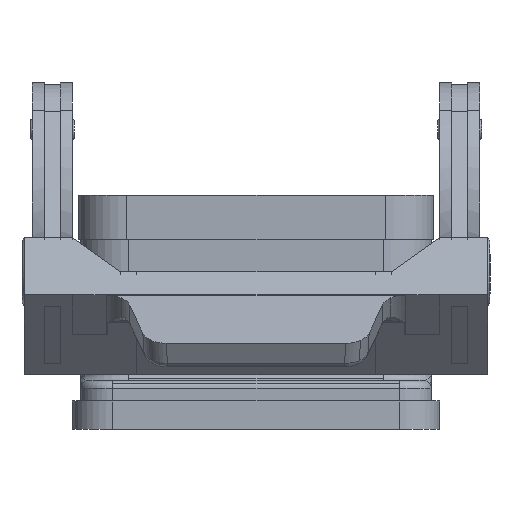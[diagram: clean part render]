
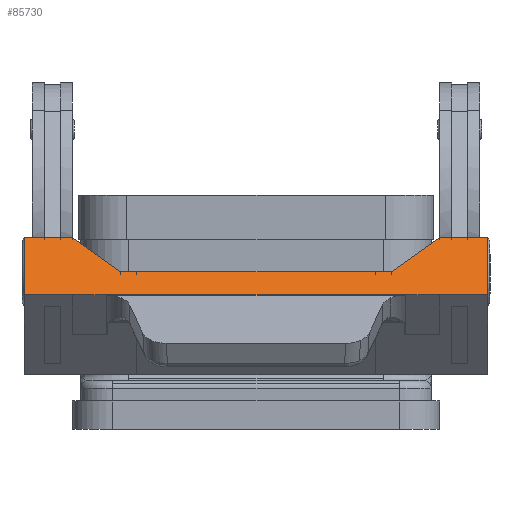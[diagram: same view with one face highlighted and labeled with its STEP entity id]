
A CAD part, left-side view. The second image highlights one B-rep face of the part: STEP entity #85730.
In plain terms, the highlighted planar face has unit normal (-0.707, 0, 0.707).
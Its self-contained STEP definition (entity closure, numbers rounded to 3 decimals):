
#59370=CARTESIAN_POINT('',(-79.675,-18.457,
16.673));
#59380=VERTEX_POINT('',#59370);
#59410=CARTESIAN_POINT('',(-81.796,-18.552,
14.553));
#59420=DIRECTION('',(-0.707,0.,0.707))
;
#59430=DIRECTION('',(0.561,0.609,0.561
));
#59440=AXIS2_PLACEMENT_3D('',#59410,#59420,#59430);
#59450=CIRCLE('',#59440,3.);
#59460=CARTESIAN_POINT('',(-79.674,-18.552,
16.674));
#59470=VERTEX_POINT('',#59460);
#59480=EDGE_CURVE('',#59470,#59380,#59450,.T.);
#77820=CARTESIAN_POINT('',(-79.674,18.552,
16.674));
#77830=VERTEX_POINT('',#77820);
#77860=CARTESIAN_POINT('',(-81.796,18.552,
14.553));
#77870=DIRECTION('',(-0.707,0.,0.707)
);
#77880=DIRECTION('',(0.561,-0.609,
0.561));
#77890=AXIS2_PLACEMENT_3D('',#77860,#77870,#77880);
#77900=CIRCLE('',#77890,3.);
#77910=CARTESIAN_POINT('',(-79.675,18.457,
16.673));
#77920=VERTEX_POINT('',#77910);
#77930=EDGE_CURVE('',#77920,#77830,#77900,.T.);
#79590=CARTESIAN_POINT('',(-79.675,28.75,16.673));
#79600=VERTEX_POINT('',#79590);
#79630=CARTESIAN_POINT('',(-79.675,22.75,16.673));
#79640=DIRECTION('',(0.,1.,0.));
#79650=VECTOR('',#79640,6.);
#79660=LINE('',#79630,#79650);
#79670=CARTESIAN_POINT('',(-79.675,22.75,16.673));
#79680=VERTEX_POINT('',#79670);
#79690=EDGE_CURVE('',#79680,#79600,#79660,.T.);
#80700=CARTESIAN_POINT('',(-79.674,-18.552,
16.674));
#80710=DIRECTION('',(0.,-1.,0.));
#80720=VECTOR('',#80710,4.198);
#80730=LINE('',#80700,#80720);
#80740=CARTESIAN_POINT('',(-79.674,-22.75,16.674));
#80750=VERTEX_POINT('',#80740);
#80760=EDGE_CURVE('',#59470,#80750,#80730,.T.);
#83270=CARTESIAN_POINT('',(-79.675,22.75,16.673));
#83280=DIRECTION('',(0.707,0.,0.707));
#83290=VECTOR('',#83280,0.002);
#83300=LINE('',#83270,#83290);
#83310=CARTESIAN_POINT('',(-79.674,22.75,16.674));
#83320=VERTEX_POINT('',#83310);
#83330=EDGE_CURVE('',#79680,#83320,#83300,.T.);
#83600=CARTESIAN_POINT('',(-79.674,22.75,16.674));
#83610=DIRECTION('',(0.,-1.,0.));
#83620=VECTOR('',#83610,4.198);
#83630=LINE('',#83600,#83620);
#83640=EDGE_CURVE('',#83320,#77830,#83630,.T.);
#83860=CARTESIAN_POINT('',(-79.675,-22.75,16.673));
#83870=VERTEX_POINT('',#83860);
#83920=CARTESIAN_POINT('',(-79.674,-22.75,16.674));
#83930=DIRECTION('',(-0.707,0.,-0.707));
#83940=VECTOR('',#83930,0.002);
#83950=LINE('',#83920,#83940);
#83960=EDGE_CURVE('',#80750,#83870,#83950,.T.);
#84270=CARTESIAN_POINT('',(-76.14,0.,
20.209));
#84280=DIRECTION('',(-0.707,0.,
0.707));
#84290=DIRECTION('',(0.707,0.,0.707));
#84300=AXIS2_PLACEMENT_3D('',#84270,#84280,#84290);
#84310=PLANE('',#84300);
#84320=ORIENTED_EDGE('',*,*,#77930,.F.);
#84330=ORIENTED_EDGE('',*,*,#83640,.T.);
#84340=ORIENTED_EDGE('',*,*,#83330,.T.);
#84350=ORIENTED_EDGE('',*,*,#79690,.F.);
#84360=CARTESIAN_POINT('',(-79.675,28.75,16.673));
#84370=DIRECTION('',(0.707,0.,0.707));
#84380=VECTOR('',#84370,10.);
#84390=LINE('',#84360,#84380);
#84400=CARTESIAN_POINT('',(-72.604,28.75,23.744));
#84410=VERTEX_POINT('',#84400);
#84420=EDGE_CURVE('',#79600,#84410,#84390,.T.);
#84430=ORIENTED_EDGE('',*,*,#84420,.F.);
#84440=CARTESIAN_POINT('',(-72.604,28.75,23.744));
#84450=DIRECTION('',(0.,-1.,0.));
#84460=VECTOR('',#84450,6.);
#84470=LINE('',#84440,#84460);
#84480=CARTESIAN_POINT('',(-72.604,22.75,23.744));
#84490=VERTEX_POINT('',#84480);
#84500=EDGE_CURVE('',#84410,#84490,#84470,.T.);
#84510=ORIENTED_EDGE('',*,*,#84500,.F.);
#84520=CARTESIAN_POINT('',(-72.604,22.75,23.744));
#84530=DIRECTION('',(-0.5,-0.707,
-0.5));
#84540=VECTOR('',#84530,8.485);
#84550=LINE('',#84520,#84540);
#84560=CARTESIAN_POINT('',(-76.847,16.75,19.502));
#84570=VERTEX_POINT('',#84560);
#84580=EDGE_CURVE('',#84490,#84570,#84550,.T.);
#84590=ORIENTED_EDGE('',*,*,#84580,.F.);
#84600=CARTESIAN_POINT('',(-76.847,16.75,19.502));
#84610=DIRECTION('',(0.,-1.,0.));
#84620=VECTOR('',#84610,2.);
#84630=LINE('',#84600,#84620);
#84640=CARTESIAN_POINT('',(-76.847,14.75,19.502));
#84650=VERTEX_POINT('',#84640);
#84660=EDGE_CURVE('',#84570,#84650,#84630,.T.);
#84670=ORIENTED_EDGE('',*,*,#84660,.F.);
#84680=CARTESIAN_POINT('',(-76.847,14.75,19.502));
#84690=DIRECTION('',(0.707,0.,0.707))
;
#84700=VECTOR('',#84690,0.001);
#84710=LINE('',#84680,#84700);
#84720=CARTESIAN_POINT('',(-76.846,14.75,19.502));
#84730=VERTEX_POINT('',#84720);
#84740=EDGE_CURVE('',#84650,#84730,#84710,.T.);
#84750=ORIENTED_EDGE('',*,*,#84740,.F.);
#84760=CARTESIAN_POINT('',(-76.846,-14.75,19.502));
#84770=DIRECTION('',(0.,1.,0.));
#84780=VECTOR('',#84770,29.5);
#84790=LINE('',#84760,#84780);
#84800=CARTESIAN_POINT('',(-76.846,-14.75,19.502));
#84810=VERTEX_POINT('',#84800);
#84820=EDGE_CURVE('',#84810,#84730,#84790,.T.);
#84830=ORIENTED_EDGE('',*,*,#84820,.T.);
#84840=CARTESIAN_POINT('',(-76.846,-14.75,19.502));
#84850=DIRECTION('',(-0.707,0.,-0.707
));
#84860=VECTOR('',#84850,0.001);
#84870=LINE('',#84840,#84860);
#84880=CARTESIAN_POINT('',(-76.847,-14.75,19.502));
#84890=VERTEX_POINT('',#84880);
#84900=EDGE_CURVE('',#84810,#84890,#84870,.T.);
#84910=ORIENTED_EDGE('',*,*,#84900,.F.);
#84920=CARTESIAN_POINT('',(-76.847,-16.75,19.502));
#84930=DIRECTION('',(0.,1.,0.));
#84940=VECTOR('',#84930,2.);
#84950=LINE('',#84920,#84940);
#84960=CARTESIAN_POINT('',(-76.847,-16.75,19.502));
#84970=VERTEX_POINT('',#84960);
#84980=EDGE_CURVE('',#84970,#84890,#84950,.T.);
#84990=ORIENTED_EDGE('',*,*,#84980,.T.);
#85000=CARTESIAN_POINT('',(-72.604,-22.75,23.744));
#85010=DIRECTION('',(-0.5,0.707,
-0.5));
#85020=VECTOR('',#85010,8.485);
#85030=LINE('',#85000,#85020);
#85040=CARTESIAN_POINT('',(-72.604,-22.75,23.744));
#85050=VERTEX_POINT('',#85040);
#85060=EDGE_CURVE('',#85050,#84970,#85030,.T.);
#85070=ORIENTED_EDGE('',*,*,#85060,.T.);
#85080=CARTESIAN_POINT('',(-72.604,-28.75,23.744));
#85090=DIRECTION('',(0.,1.,0.));
#85100=VECTOR('',#85090,6.);
#85110=LINE('',#85080,#85100);
#85120=CARTESIAN_POINT('',(-72.604,-28.75,23.744));
#85130=VERTEX_POINT('',#85120);
#85140=EDGE_CURVE('',#85130,#85050,#85110,.T.);
#85150=ORIENTED_EDGE('',*,*,#85140,.T.);
#85160=CARTESIAN_POINT('',(-79.675,-28.75,16.673));
#85170=DIRECTION('',(0.707,0.,0.707));
#85180=VECTOR('',#85170,10.);
#85190=LINE('',#85160,#85180);
#85200=CARTESIAN_POINT('',(-79.675,-28.75,16.673));
#85210=VERTEX_POINT('',#85200);
#85220=EDGE_CURVE('',#85210,#85130,#85190,.T.);
#85230=ORIENTED_EDGE('',*,*,#85220,.T.);
#85240=CARTESIAN_POINT('',(-79.675,-22.75,16.673));
#85250=DIRECTION('',(0.,-1.,0.));
#85260=VECTOR('',#85250,6.);
#85270=LINE('',#85240,#85260);
#85280=EDGE_CURVE('',#83870,#85210,#85270,.T.);
#85290=ORIENTED_EDGE('',*,*,#85280,.T.);
#85300=ORIENTED_EDGE('',*,*,#83960,.T.);
#85310=ORIENTED_EDGE('',*,*,#80760,.T.);
#85320=ORIENTED_EDGE('',*,*,#59480,.F.);
#85330=CARTESIAN_POINT('',(-79.675,-18.457,
16.673));
#85340=DIRECTION('',(0.,1.,0.));
#85350=VECTOR('',#85340,3.707);
#85360=LINE('',#85330,#85350);
#85370=CARTESIAN_POINT('',(-79.675,-14.75,16.673));
#85380=VERTEX_POINT('',#85370);
#85390=EDGE_CURVE('',#59380,#85380,#85360,.T.);
#85400=ORIENTED_EDGE('',*,*,#85390,.F.);
#85410=CARTESIAN_POINT('',(-79.674,-14.75,16.674));
#85420=DIRECTION('',(-0.707,0.,-0.707
));
#85430=VECTOR('',#85420,0.001);
#85440=LINE('',#85410,#85430);
#85450=CARTESIAN_POINT('',(-79.674,-14.75,16.674));
#85460=VERTEX_POINT('',#85450);
#85470=EDGE_CURVE('',#85460,#85380,#85440,.T.);
#85480=ORIENTED_EDGE('',*,*,#85470,.T.);
#85490=CARTESIAN_POINT('',(-79.674,-14.75,16.674));
#85500=DIRECTION('',(0.,1.,0.));
#85510=VECTOR('',#85500,29.5);
#85520=LINE('',#85490,#85510);
#85530=CARTESIAN_POINT('',(-79.674,14.75,16.674));
#85540=VERTEX_POINT('',#85530);
#85550=EDGE_CURVE('',#85460,#85540,#85520,.T.);
#85560=ORIENTED_EDGE('',*,*,#85550,.F.);
#85570=CARTESIAN_POINT('',(-79.674,14.75,16.674));
#85580=DIRECTION('',(-0.707,0.,-0.707)
);
#85590=VECTOR('',#85580,0.001);
#85600=LINE('',#85570,#85590);
#85610=CARTESIAN_POINT('',(-79.675,14.75,16.673));
#85620=VERTEX_POINT('',#85610);
#85630=EDGE_CURVE('',#85540,#85620,#85600,.T.);
#85640=ORIENTED_EDGE('',*,*,#85630,.F.);
#85650=CARTESIAN_POINT('',(-79.675,14.75,16.673));
#85660=DIRECTION('',(0.,1.,0.));
#85670=VECTOR('',#85660,3.707);
#85680=LINE('',#85650,#85670);
#85690=EDGE_CURVE('',#85620,#77920,#85680,.T.);
#85700=ORIENTED_EDGE('',*,*,#85690,.F.);
#85710=EDGE_LOOP('',(#85700,#85640,#85560,#85480,#85400,#85320,#85310,
#85300,#85290,#85230,#85150,#85070,#84990,#84910,#84830,#84750,#84670,
#84590,#84510,#84430,#84350,#84340,#84330,#84320));
#85720=FACE_OUTER_BOUND('',#85710,.T.);
#85730=ADVANCED_FACE('',(#85720),#84310,.T.);
